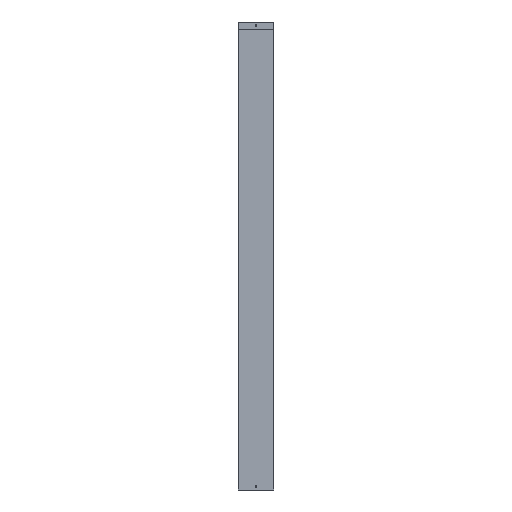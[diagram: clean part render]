
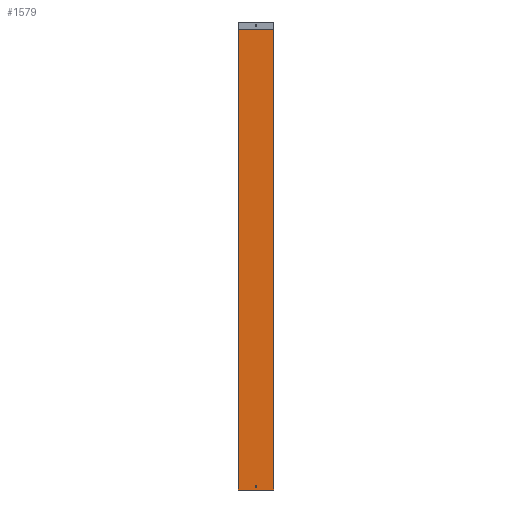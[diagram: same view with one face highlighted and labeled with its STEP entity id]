
A CAD part, front view. The second image highlights one B-rep face of the part: STEP entity #1579.
In plain terms, the highlighted planar face has unit normal (0, -1, 0).
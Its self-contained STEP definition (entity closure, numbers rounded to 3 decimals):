
#51 = AXIS2_PLACEMENT_3D ( 'NONE', #973, #974, #975 ) ;
#96 = EDGE_CURVE ( 'NONE', #1717, #1707, #1390, .T. ) ;
#156 = EDGE_CURVE ( 'NONE', #1670, #1664, #527, .T. ) ;
#160 = EDGE_CURVE ( 'NONE', #733, #733, #533, .T. ) ;
#162 = EDGE_CURVE ( 'NONE', #1670, #1717, #536, .T. ) ;
#164 = EDGE_CURVE ( 'NONE', #1664, #1707, #535, .T. ) ;
#244 = AXIS2_PLACEMENT_3D ( 'NONE', #1067, #1072, #1073 ) ;
#527 = LINE ( 'NONE', #959, #529 ) ;
#529 = VECTOR ( 'NONE', #960, 1000. ) ;
#533 = CIRCLE ( 'NONE', #51, 3.5 ) ;
#535 = LINE ( 'NONE', #971, #537 ) ;
#536 = LINE ( 'NONE', #969, #538 ) ;
#537 = VECTOR ( 'NONE', #977, 1000. ) ;
#538 = VECTOR ( 'NONE', #976, 1000. ) ;
#718 = FACE_BOUND ( 'NONE', #1618, .T. ) ;
#724 = FACE_OUTER_BOUND ( 'NONE', #1643, .T. ) ;
#733 = VERTEX_POINT ( 'NONE', #1174 ) ;
#824 = CARTESIAN_POINT ( 'NONE',  ( 75., 0., 1969. ) ) ;
#833 = DIRECTION ( 'NONE',  ( 0., 0., -1. ) ) ;
#959 = CARTESIAN_POINT ( 'NONE',  ( -75., 0., 1969. ) ) ;
#960 = DIRECTION ( 'NONE',  ( 0., 0., -1. ) ) ;
#969 = CARTESIAN_POINT ( 'NONE',  ( -75., 0., 1968. ) ) ;
#971 = CARTESIAN_POINT ( 'NONE',  ( -75., 0., 0. ) ) ;
#973 = CARTESIAN_POINT ( 'NONE',  ( 0., 0., 15. ) ) ;
#974 = DIRECTION ( 'NONE',  ( 0., -1., 0. ) ) ;
#975 = DIRECTION ( 'NONE',  ( 0., 0., 1. ) ) ;
#976 = DIRECTION ( 'NONE',  ( 1., 0., 0. ) ) ;
#977 = DIRECTION ( 'NONE',  ( 1., 0., 0. ) ) ;
#1067 = CARTESIAN_POINT ( 'NONE',  ( -75., 0., 1969. ) ) ;
#1070 = PLANE ( 'NONE',  #244 ) ;
#1072 = DIRECTION ( 'NONE',  ( 0., 1., 0. ) ) ;
#1073 = DIRECTION ( 'NONE',  ( 0., 0., 1. ) ) ;
#1107 = CARTESIAN_POINT ( 'NONE',  ( -75., 0., 0. ) ) ;
#1118 = CARTESIAN_POINT ( 'NONE',  ( -75., 0., 1968. ) ) ;
#1155 = CARTESIAN_POINT ( 'NONE',  ( 75., 0., 0. ) ) ;
#1165 = CARTESIAN_POINT ( 'NONE',  ( 75., 0., 1968. ) ) ;
#1174 = CARTESIAN_POINT ( 'NONE',  ( 0., 0., 18.5 ) ) ;
#1390 = LINE ( 'NONE', #824, #1399 ) ;
#1399 = VECTOR ( 'NONE', #833, 1000. ) ;
#1579 = ADVANCED_FACE ( 'NONE', ( #718, #724 ), #1070, .F. ) ;
#1618 = EDGE_LOOP ( 'NONE', ( #1792 ) ) ;
#1643 = EDGE_LOOP ( 'NONE', ( #1793, #1794, #1795, #1796 ) ) ;
#1664 = VERTEX_POINT ( 'NONE', #1107 ) ;
#1670 = VERTEX_POINT ( 'NONE', #1118 ) ;
#1707 = VERTEX_POINT ( 'NONE', #1155 ) ;
#1717 = VERTEX_POINT ( 'NONE', #1165 ) ;
#1792 = ORIENTED_EDGE ( 'NONE', *, *, #160, .F. ) ;
#1793 = ORIENTED_EDGE ( 'NONE', *, *, #96, .F. ) ;
#1794 = ORIENTED_EDGE ( 'NONE', *, *, #162, .F. ) ;
#1795 = ORIENTED_EDGE ( 'NONE', *, *, #156, .T. ) ;
#1796 = ORIENTED_EDGE ( 'NONE', *, *, #164, .T. ) ;
